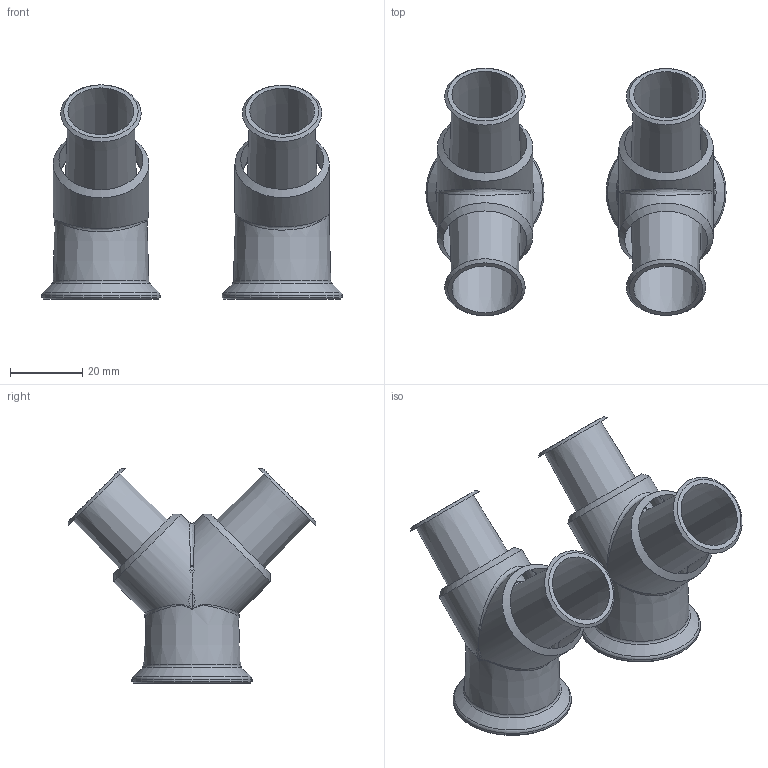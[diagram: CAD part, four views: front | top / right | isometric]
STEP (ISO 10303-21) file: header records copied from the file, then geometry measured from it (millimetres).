
FILE_DESCRIPTION(/* description */ (''),/* implementation_level */ '2;1');
FILE_NAME(/* name */ 'LRTee3.step',/* time_stamp */ '2020-04-07T09:55:32-04:00',/* author */ (''),/* organization */ (''),/* preprocessor_version */ 'ST-DEVELOPER v18',/* originating_system */ 'Autodesk Translation Framework v8.12.0.6',/* authorisation */ '');
FILE_SCHEMA (('AUTOMOTIVE_DESIGN { 1 0 10303 214 3 1 1 }'));
Length unit declared in the file: millimetre
Products named in the file (3): LRTee; LRTee3; LRTee3_ExtrudeAt1.2x
Assembly tree (2 placements, depth 2):
  LRTee
    LRTee3
    LRTee3_ExtrudeAt1.2x
Bounding box: 82.87 x 68.34 x 59.17 mm (x, y, z)
Volume: 31049.5 mm3; surface area: 26023 mm2
Topology: 2 solids, 2 shells, 112 faces, 286 edges, 172 vertices
Faces by surface type: cone 42, plane 34, bspline 20, cylinder 10, torus 6
Full cylindrical faces by diameter (mm): 26.095 x2, 26.395 x2, 32.618 x1, 33.118 x1
Entity records: 5014 total; most frequent: CARTESIAN_POINT 2418, ORIENTED_EDGE 564, DIRECTION 490, EDGE_CURVE 282, AXIS2_PLACEMENT_3D 221, VERTEX_POINT 172, EDGE_LOOP 118, FACE_OUTER_BOUND 112
